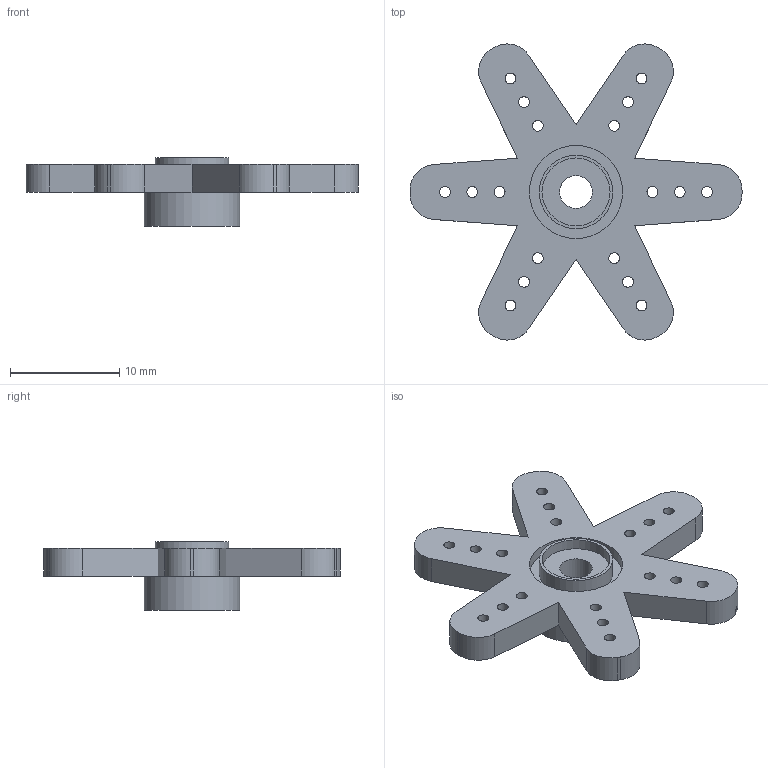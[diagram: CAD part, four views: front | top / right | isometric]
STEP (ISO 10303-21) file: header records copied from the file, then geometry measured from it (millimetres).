
FILE_DESCRIPTION(/* description */ ('STEP AP203'),/* implementation_level */ '2;1');
FILE_NAME(/* name */ 'MG995.stp',/* time_stamp */ '2025-02-10T20:44:09+03:00',/* author */ ('User'),/* organization */ (' '),/* preprocessor_version */ 'ST-DEVELOPER v18.1',/* originating_system */ 'Autodesk Inventor 2022',/* authorisation */ ' ');
FILE_SCHEMA (('AUTOMOTIVE_DESIGN { 1 0 10303 214 3 1 1 }'));
Length unit declared in the file: millimetre
Products named in the file (2): MG995; 2
Assembly tree (1 placements, depth 2):
  MG995
    2
Bounding box: 30.4 x 27.12 x 6.23 mm (x, y, z)
Volume: 1076.2 mm3; surface area: 1504.6 mm2
Topology: 1 solids, 1 shells, 61 faces, 162 edges, 108 vertices
Faces by surface type: cylinder 36, plane 25
Full cylindrical faces by diameter (mm): 1 x18, 3 x1, 5.35 x1, 6.229 x1, 6.73 x1, 8.53 x1, 8.73 x1
Entity records: 2089 total; most frequent: DIRECTION 364, CARTESIAN_POINT 335, ORIENTED_EDGE 324, EDGE_CURVE 162, AXIS2_PLACEMENT_3D 137, VERTEX_POINT 108, EDGE_LOOP 104, LINE 90
